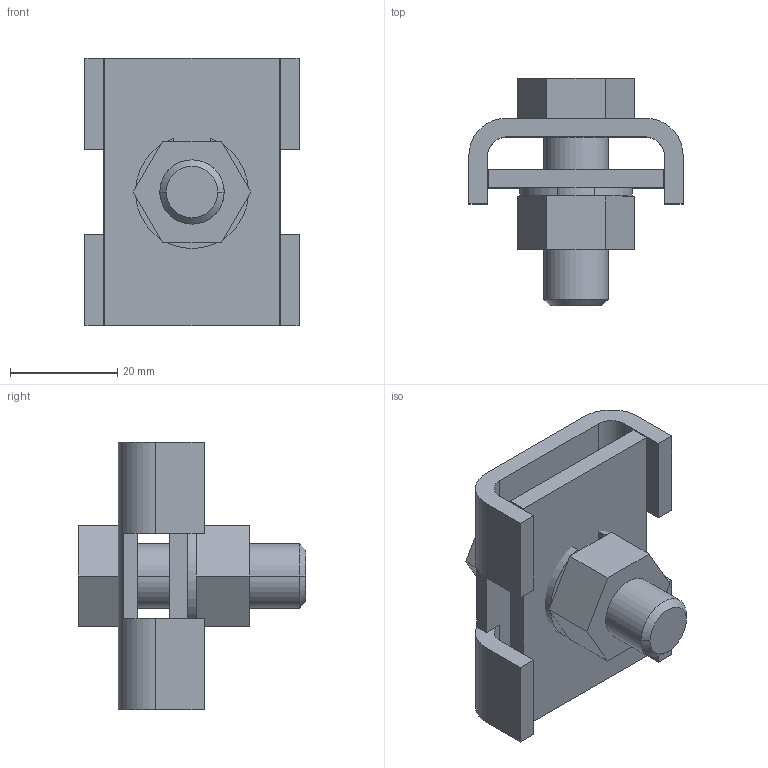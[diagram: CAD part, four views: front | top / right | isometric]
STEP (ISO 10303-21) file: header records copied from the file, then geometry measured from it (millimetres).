
FILE_DESCRIPTION((''),'2;1');
FILE_NAME('5012015_ASM','2014-09-05T',('AndreasKeweloh'),(''),'PRO/ENGINEER BY PARAMETRIC TECHNOLOGY CORPORATION, 2014000','PRO/ENGINEER BY PARAMETRIC TECHNOLOGY CORPORATION, 2014000','');
FILE_SCHEMA(('CONFIG_CONTROL_DESIGN'));
Length unit declared in the file: millimetre
Products named in the file (7): FEDERRING_DIN_127_-_A_12_2_-__2; OBERTEIL; UNTERTEIL; SECHSKANTSCHRAUBE_DIN_933-M12X3; SECHSKANTMUTTER_DIN_934-M12_2; PARALLELVERBINDER_ASM; 5012015_ASM
Assembly tree (6 placements, depth 3):
  5012015_ASM
    PARALLELVERBINDER_ASM
      FEDERRING_DIN_127_-_A_12_2_-__2
      OBERTEIL
      UNTERTEIL
      SECHSKANTSCHRAUBE_DIN_933-M12X3
      SECHSKANTMUTTER_DIN_934-M12_2
Bounding box: 40 x 42.5 x 50 mm (x, y, z)
Volume: 23025.3 mm3; surface area: 14230.6 mm2
Topology: 5 solids, 5 shells, 71 faces, 176 edges, 118 vertices
Faces by surface type: plane 51, cylinder 18, cone 2
Entity records: 2388 total; most frequent: CARTESIAN_POINT 467, DIRECTION 392, ORIENTED_EDGE 352, EDGE_CURVE 176, AXIS2_PLACEMENT_3D 131, VECTOR 130, LINE 130, VERTEX_POINT 118
